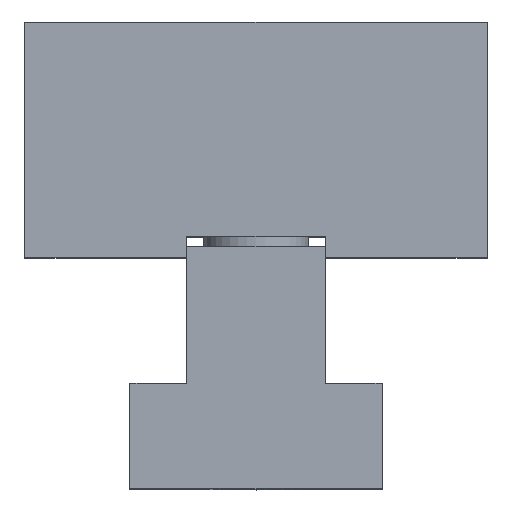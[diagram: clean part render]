
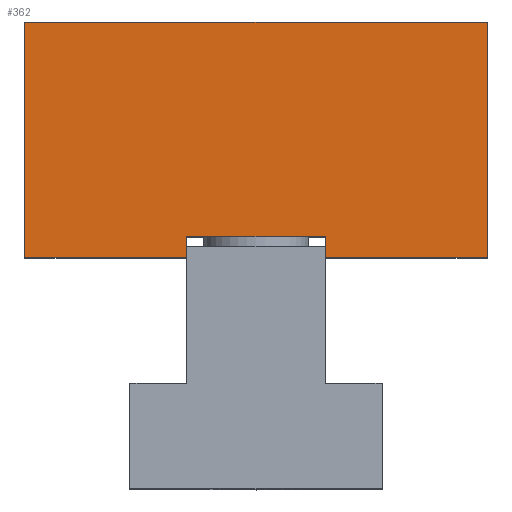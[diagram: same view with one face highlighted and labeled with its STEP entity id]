
A CAD part, top view. The second image highlights one B-rep face of the part: STEP entity #362.
In plain terms, the highlighted planar face has unit normal (0, 0, 1).
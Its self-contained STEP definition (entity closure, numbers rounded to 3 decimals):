
#362=ADVANCED_FACE('',(#741),#742,.T.);
#741=FACE_OUTER_BOUND('',#1151,.T.);
#742=PLANE('',#1152);
#1151=EDGE_LOOP('',(#2193,#2194,#2195,#2196,#2197,#2198,#2199,#2200));
#1152=AXIS2_PLACEMENT_3D('',#2201,#2202,#2203);
#2193=ORIENTED_EDGE('',*,*,#2825,.T.);
#2194=ORIENTED_EDGE('',*,*,#2488,.T.);
#2195=ORIENTED_EDGE('',*,*,#2595,.T.);
#2196=ORIENTED_EDGE('',*,*,#2857,.T.);
#2197=ORIENTED_EDGE('',*,*,#2505,.T.);
#2198=ORIENTED_EDGE('',*,*,#2502,.T.);
#2199=ORIENTED_EDGE('',*,*,#2854,.T.);
#2200=ORIENTED_EDGE('',*,*,#2840,.T.);
#2201=CARTESIAN_POINT('',(0.0,11.2,20.0));
#2202=DIRECTION('',(0.0,0.0,1.0));
#2203=DIRECTION('',(1.0,0.0,0.0));
#2488=EDGE_CURVE('',#2982,#2979,#2983,.T.);
#2502=EDGE_CURVE('',#3005,#3003,#3006,.T.);
#2505=EDGE_CURVE('',#3009,#3005,#3010,.T.);
#2595=EDGE_CURVE('',#2979,#3185,#3187,.T.);
#2825=EDGE_CURVE('',#3493,#2982,#3494,.T.);
#2840=EDGE_CURVE('',#3513,#3493,#3514,.T.);
#2854=EDGE_CURVE('',#3003,#3513,#3528,.T.);
#2857=EDGE_CURVE('',#3185,#3009,#3531,.T.);
#2979=VERTEX_POINT('',#3704);
#2982=VERTEX_POINT('',#3708);
#2983=LINE('',#3709,#3710);
#3003=VERTEX_POINT('',#3739);
#3005=VERTEX_POINT('',#3742);
#3006=LINE('',#3743,#3744);
#3009=VERTEX_POINT('',#3748);
#3010=LINE('',#3749,#3750);
#3185=VERTEX_POINT('',#4012);
#3187=LINE('',#4015,#4016);
#3493=VERTEX_POINT('',#4474);
#3494=LINE('',#4475,#4476);
#3513=VERTEX_POINT('',#4505);
#3514=LINE('',#4506,#4507);
#3528=LINE('',#4524,#4525);
#3531=LINE('',#4528,#4529);
#3704=CARTESIAN_POINT('',(22.0,0.0,20.0));
#3708=CARTESIAN_POINT('',(6.6,0.0,20.0));
#3709=CARTESIAN_POINT('',(0.0,0.0,20.0));
#3710=VECTOR('',#4746,1.0);
#3739=CARTESIAN_POINT('',(-6.6,0.0,20.0));
#3742=CARTESIAN_POINT('',(-22.0,0.0,20.0));
#3743=CARTESIAN_POINT('',(0.0,0.0,20.0));
#3744=VECTOR('',#4757,1.0);
#3748=CARTESIAN_POINT('',(-22.0,22.4,20.0));
#3749=CARTESIAN_POINT('',(-22.0,11.2,20.0));
#3750=VECTOR('',#4759,1.0);
#4012=CARTESIAN_POINT('',(22.0,22.4,20.0));
#4015=CARTESIAN_POINT('',(22.0,11.2,20.0));
#4016=VECTOR('',#4848,1.0);
#4474=CARTESIAN_POINT('',(6.6,2.0,20.0));
#4475=CARTESIAN_POINT('',(6.6,1.25,20.0));
#4476=VECTOR('',#5001,1.0);
#4505=CARTESIAN_POINT('',(-6.6,2.0,20.0));
#4506=CARTESIAN_POINT('',(0.0,2.0,20.0));
#4507=VECTOR('',#5012,1.0);
#4524=CARTESIAN_POINT('',(-6.6,1.25,20.0));
#4525=VECTOR('',#5028,1.0);
#4528=CARTESIAN_POINT('',(0.0,22.4,20.0));
#4529=VECTOR('',#5029,1.0);
#4746=DIRECTION('',(1.0,0.0,0.0));
#4757=DIRECTION('',(1.0,0.0,0.0));
#4759=DIRECTION('',(0.0,-1.0,0.0));
#4848=DIRECTION('',(0.0,1.0,0.0));
#5001=DIRECTION('',(0.0,-1.0,0.0));
#5012=DIRECTION('',(1.0,0.0,0.0));
#5028=DIRECTION('',(0.0,1.0,0.0));
#5029=DIRECTION('',(-1.0,0.0,0.0));
